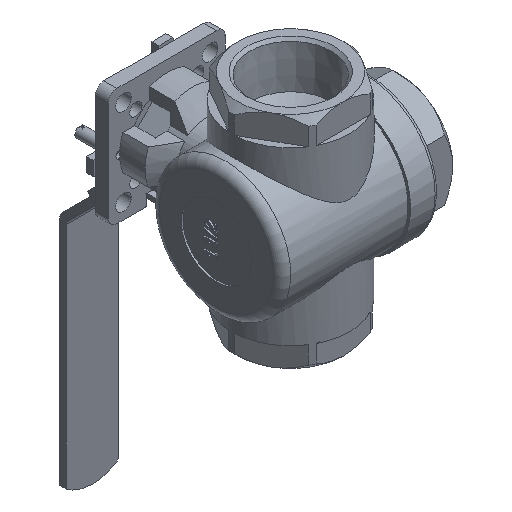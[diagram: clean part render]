
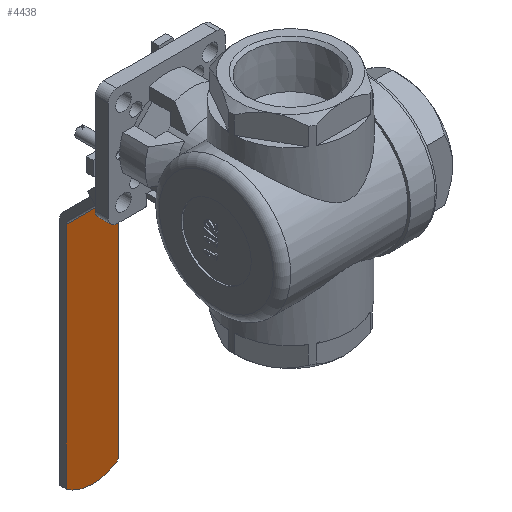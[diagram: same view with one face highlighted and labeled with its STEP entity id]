
A CAD part, isometric view. The second image highlights one B-rep face of the part: STEP entity #4438.
In plain terms, the highlighted planar face has unit normal (0, -1, 0).
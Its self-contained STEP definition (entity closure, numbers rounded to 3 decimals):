
#332=CIRCLE('',#4885,25.);
#1358=ORIENTED_EDGE('',*,*,#2079,.T.);
#1359=ORIENTED_EDGE('',*,*,#2134,.T.);
#1360=ORIENTED_EDGE('',*,*,#2135,.T.);
#1361=ORIENTED_EDGE('',*,*,#2136,.T.);
#2079=EDGE_CURVE('',#2555,#2554,#2928,.T.);
#2134=EDGE_CURVE('',#2554,#2596,#332,.F.);
#2135=EDGE_CURVE('',#2596,#2597,#2973,.T.);
#2136=EDGE_CURVE('',#2597,#2555,#2974,.T.);
#2554=VERTEX_POINT('',#7583);
#2555=VERTEX_POINT('',#7585);
#2596=VERTEX_POINT('',#7689);
#2597=VERTEX_POINT('',#7691);
#2928=LINE('',#7584,#3328);
#2973=LINE('',#7690,#3373);
#2974=LINE('',#7692,#3374);
#3328=VECTOR('',#5897,1000.);
#3373=VECTOR('',#5980,1000.);
#3374=VECTOR('',#5981,1000.);
#3699=EDGE_LOOP('',(#1358,#1359,#1360,#1361));
#4019=FACE_BOUND('',#3699,.T.);
#4207=PLANE('',#4884);
#4438=ADVANCED_FACE('',(#4019),#4207,.F.);
#4884=AXIS2_PLACEMENT_3D('',#7687,#5976,#5977);
#4885=AXIS2_PLACEMENT_3D('',#7688,#5978,#5979);
#5897=DIRECTION('',(0.,0.,-1.));
#5976=DIRECTION('',(0.,1.,0.));
#5977=DIRECTION('',(0.,0.,1.));
#5978=DIRECTION('',(0.,1.,0.));
#5979=DIRECTION('',(0.,0.,1.));
#5980=DIRECTION('',(0.,0.,1.));
#5981=DIRECTION('',(-1.,0.,0.));
#7583=CARTESIAN_POINT('',(-15.,35.,-192.9));
#7584=CARTESIAN_POINT('',(-15.,35.,-60.686));
#7585=CARTESIAN_POINT('',(-15.,35.,-61.928));
#7687=CARTESIAN_POINT('',(59.1,35.,-60.686));
#7688=CARTESIAN_POINT('',(0.,35.,-172.9));
#7689=CARTESIAN_POINT('',(15.,35.,-192.9));
#7690=CARTESIAN_POINT('',(15.,35.,-60.686));
#7691=CARTESIAN_POINT('',(15.,35.,-61.928));
#7692=CARTESIAN_POINT('',(18.,35.,-61.928));
